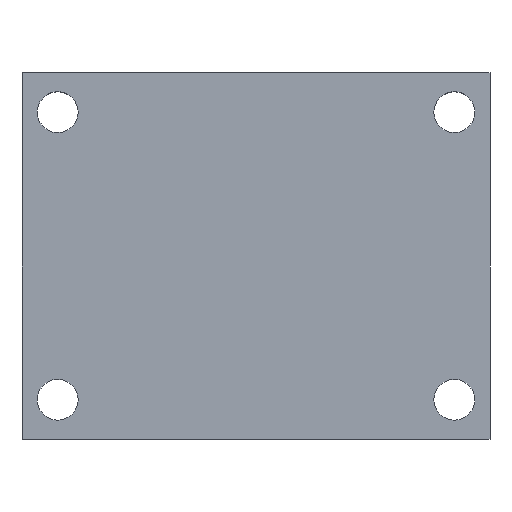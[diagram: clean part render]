
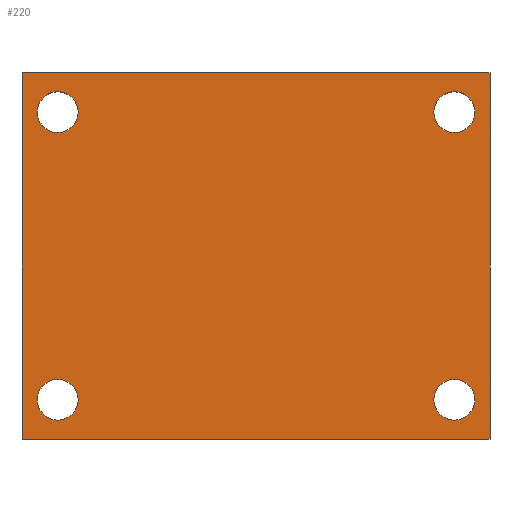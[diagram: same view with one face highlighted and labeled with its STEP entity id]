
A CAD part, top view. The second image highlights one B-rep face of the part: STEP entity #220.
In plain terms, the highlighted planar face has unit normal (0, 0, 1).
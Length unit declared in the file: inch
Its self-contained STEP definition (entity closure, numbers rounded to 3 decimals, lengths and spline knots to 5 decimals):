
#1 = CARTESIAN_POINT ( 'NONE',  ( 2.5, -1.8125, 2.95 ) ) ;
#3 = DIRECTION ( 'NONE',  ( 0., -1., 0. ) ) ;
#8 = DIRECTION ( 'NONE',  ( 0., 0., 1. ) ) ;
#32 = EDGE_LOOP ( 'NONE', ( #1452, #355 ) ) ;
#41 = VERTEX_POINT ( 'NONE', #1177 ) ;
#64 = AXIS2_PLACEMENT_3D ( 'NONE', #1, #8, #637 ) ;
#73 = EDGE_LOOP ( 'NONE', ( #958, #1179 ) ) ;
#74 = CARTESIAN_POINT ( 'NONE',  ( -2.7578, 1.8125, 2.95 ) ) ;
#99 = CIRCLE ( 'NONE', #1512, 0.2578 ) ;
#107 = DIRECTION ( 'NONE',  ( 0., 0., -1. ) ) ;
#118 = CARTESIAN_POINT ( 'NONE',  ( 2.95, 2.3125, 2.95 ) ) ;
#127 = AXIS2_PLACEMENT_3D ( 'NONE', #753, #1589, #985 ) ;
#130 = FACE_BOUND ( 'NONE', #73, .T. ) ;
#140 = EDGE_CURVE ( 'NONE', #907, #41, #278, .T. ) ;
#141 = DIRECTION ( 'NONE',  ( -1., 0., 0. ) ) ;
#151 = AXIS2_PLACEMENT_3D ( 'NONE', #481, #107, #738 ) ;
#167 = VERTEX_POINT ( 'NONE', #336 ) ;
#184 = VERTEX_POINT ( 'NONE', #434 ) ;
#196 = ORIENTED_EDGE ( 'NONE', *, *, #1164, .F. ) ;
#203 = CIRCLE ( 'NONE', #127, 0.2578 ) ;
#220 = ADVANCED_FACE ( 'NONE', ( #265, #130, #406, #777, #257 ), #530, .F. ) ;
#249 = EDGE_LOOP ( 'NONE', ( #380, #454 ) ) ;
#256 = CARTESIAN_POINT ( 'NONE',  ( -2.5, -1.8125, 2.95 ) ) ;
#257 = FACE_OUTER_BOUND ( 'NONE', #706, .T. ) ;
#258 = ORIENTED_EDGE ( 'NONE', *, *, #1005, .T. ) ;
#265 = FACE_BOUND ( 'NONE', #249, .T. ) ;
#278 = CIRCLE ( 'NONE', #64, 0.2578 ) ;
#283 = VECTOR ( 'NONE', #1145, 39.37008 ) ;
#286 = CARTESIAN_POINT ( 'NONE',  ( -2.95, -2.3125, 2.95 ) ) ;
#289 = DIRECTION ( 'NONE',  ( 0., 0., 1. ) ) ;
#291 = VERTEX_POINT ( 'NONE', #286 ) ;
#295 = LINE ( 'NONE', #922, #312 ) ;
#304 = EDGE_CURVE ( 'NONE', #927, #291, #1260, .T. ) ;
#312 = VECTOR ( 'NONE', #1514, 39.37008 ) ;
#321 = DIRECTION ( 'NONE',  ( -1., 0., 0. ) ) ;
#336 = CARTESIAN_POINT ( 'NONE',  ( -2.2422, 1.8125, 2.95 ) ) ;
#355 = ORIENTED_EDGE ( 'NONE', *, *, #760, .T. ) ;
#356 = CARTESIAN_POINT ( 'NONE',  ( 2.95, -2.3125, 2.95 ) ) ;
#380 = ORIENTED_EDGE ( 'NONE', *, *, #140, .F. ) ;
#392 = ORIENTED_EDGE ( 'NONE', *, *, #883, .F. ) ;
#394 = CIRCLE ( 'NONE', #498, 0.2578 ) ;
#404 = DIRECTION ( 'NONE',  ( 0., 0., -1. ) ) ;
#406 = FACE_BOUND ( 'NONE', #32, .T. ) ;
#434 = CARTESIAN_POINT ( 'NONE',  ( 2.2422, 1.8125, 2.95 ) ) ;
#435 = LINE ( 'NONE', #1560, #283 ) ;
#443 = AXIS2_PLACEMENT_3D ( 'NONE', #508, #1378, #141 ) ;
#454 = ORIENTED_EDGE ( 'NONE', *, *, #1450, .F. ) ;
#481 = CARTESIAN_POINT ( 'NONE',  ( 2.5, 1.8125, 2.95 ) ) ;
#490 = DIRECTION ( 'NONE',  ( 1., 0., 0. ) ) ;
#496 = EDGE_CURVE ( 'NONE', #167, #1559, #394, .T. ) ;
#498 = AXIS2_PLACEMENT_3D ( 'NONE', #562, #940, #321 ) ;
#508 = CARTESIAN_POINT ( 'NONE',  ( -2.95, 1.3125, 2.95 ) ) ;
#530 = PLANE ( 'NONE',  #443 ) ;
#552 = DIRECTION ( 'NONE',  ( -1., 0., 0. ) ) ;
#562 = CARTESIAN_POINT ( 'NONE',  ( -2.5, 1.8125, 2.95 ) ) ;
#564 = CARTESIAN_POINT ( 'NONE',  ( 2.7578, 1.8125, 2.95 ) ) ;
#594 = AXIS2_PLACEMENT_3D ( 'NONE', #256, #1011, #1236 ) ;
#610 = CIRCLE ( 'NONE', #1553, 0.2578 ) ;
#637 = DIRECTION ( 'NONE',  ( -1., 0., 0. ) ) ;
#657 = DIRECTION ( 'NONE',  ( -1., 0., 0. ) ) ;
#668 = VERTEX_POINT ( 'NONE', #1228 ) ;
#678 = VERTEX_POINT ( 'NONE', #118 ) ;
#682 = ORIENTED_EDGE ( 'NONE', *, *, #496, .T. ) ;
#700 = VECTOR ( 'NONE', #490, 39.37008 ) ;
#706 = EDGE_LOOP ( 'NONE', ( #1196, #732, #196, #392 ) ) ;
#732 = ORIENTED_EDGE ( 'NONE', *, *, #1004, .T. ) ;
#735 = EDGE_CURVE ( 'NONE', #668, #887, #1570, .T. ) ;
#738 = DIRECTION ( 'NONE',  ( -1., 0., 0. ) ) ;
#753 = CARTESIAN_POINT ( 'NONE',  ( -2.5, 1.8125, 2.95 ) ) ;
#760 = EDGE_CURVE ( 'NONE', #1588, #184, #99, .T. ) ;
#777 = FACE_BOUND ( 'NONE', #830, .T. ) ;
#830 = EDGE_LOOP ( 'NONE', ( #258, #682 ) ) ;
#843 = CARTESIAN_POINT ( 'NONE',  ( 2.2422, -1.8125, 2.95 ) ) ;
#856 = CIRCLE ( 'NONE', #151, 0.2578 ) ;
#860 = EDGE_CURVE ( 'NONE', #887, #668, #1038, .T. ) ;
#883 = EDGE_CURVE ( 'NONE', #927, #678, #435, .T. ) ;
#887 = VERTEX_POINT ( 'NONE', #1389 ) ;
#895 = DIRECTION ( 'NONE',  ( -1., 0., 0. ) ) ;
#899 = DIRECTION ( 'NONE',  ( 0., 0., 1. ) ) ;
#907 = VERTEX_POINT ( 'NONE', #843 ) ;
#912 = EDGE_CURVE ( 'NONE', #184, #1588, #856, .T. ) ;
#922 = CARTESIAN_POINT ( 'NONE',  ( 2.95, 1.3125, 2.95 ) ) ;
#927 = VERTEX_POINT ( 'NONE', #1099 ) ;
#940 = DIRECTION ( 'NONE',  ( 0., 0., -1. ) ) ;
#942 = VERTEX_POINT ( 'NONE', #356 ) ;
#958 = ORIENTED_EDGE ( 'NONE', *, *, #735, .F. ) ;
#985 = DIRECTION ( 'NONE',  ( -1., 0., 0. ) ) ;
#1004 = EDGE_CURVE ( 'NONE', #291, #942, #1240, .T. ) ;
#1005 = EDGE_CURVE ( 'NONE', #1559, #167, #203, .T. ) ;
#1011 = DIRECTION ( 'NONE',  ( 0., 0., 1. ) ) ;
#1038 = CIRCLE ( 'NONE', #1364, 0.2578 ) ;
#1040 = CARTESIAN_POINT ( 'NONE',  ( 2.5, -1.8125, 2.95 ) ) ;
#1099 = CARTESIAN_POINT ( 'NONE',  ( -2.95, 2.3125, 2.95 ) ) ;
#1107 = CARTESIAN_POINT ( 'NONE',  ( -2.95, -2.3125, 2.95 ) ) ;
#1124 = CARTESIAN_POINT ( 'NONE',  ( -2.95, 1.3125, 2.95 ) ) ;
#1129 = CARTESIAN_POINT ( 'NONE',  ( 2.5, 1.8125, 2.95 ) ) ;
#1145 = DIRECTION ( 'NONE',  ( 1., 0., 0. ) ) ;
#1164 = EDGE_CURVE ( 'NONE', #678, #942, #295, .T. ) ;
#1177 = CARTESIAN_POINT ( 'NONE',  ( 2.7578, -1.8125, 2.95 ) ) ;
#1179 = ORIENTED_EDGE ( 'NONE', *, *, #860, .F. ) ;
#1196 = ORIENTED_EDGE ( 'NONE', *, *, #304, .T. ) ;
#1228 = CARTESIAN_POINT ( 'NONE',  ( -2.7578, -1.8125, 2.95 ) ) ;
#1236 = DIRECTION ( 'NONE',  ( -1., 0., 0. ) ) ;
#1240 = LINE ( 'NONE', #1107, #700 ) ;
#1260 = LINE ( 'NONE', #1124, #1565 ) ;
#1315 = CARTESIAN_POINT ( 'NONE',  ( -2.5, -1.8125, 2.95 ) ) ;
#1364 = AXIS2_PLACEMENT_3D ( 'NONE', #1315, #289, #552 ) ;
#1378 = DIRECTION ( 'NONE',  ( 0., 0., -1. ) ) ;
#1389 = CARTESIAN_POINT ( 'NONE',  ( -2.2422, -1.8125, 2.95 ) ) ;
#1450 = EDGE_CURVE ( 'NONE', #41, #907, #610, .T. ) ;
#1452 = ORIENTED_EDGE ( 'NONE', *, *, #912, .T. ) ;
#1512 = AXIS2_PLACEMENT_3D ( 'NONE', #1129, #404, #895 ) ;
#1514 = DIRECTION ( 'NONE',  ( 0., -1., 0. ) ) ;
#1553 = AXIS2_PLACEMENT_3D ( 'NONE', #1040, #899, #657 ) ;
#1559 = VERTEX_POINT ( 'NONE', #74 ) ;
#1560 = CARTESIAN_POINT ( 'NONE',  ( -2.95, 2.3125, 2.95 ) ) ;
#1565 = VECTOR ( 'NONE', #3, 39.37008 ) ;
#1570 = CIRCLE ( 'NONE', #594, 0.2578 ) ;
#1588 = VERTEX_POINT ( 'NONE', #564 ) ;
#1589 = DIRECTION ( 'NONE',  ( 0., 0., -1. ) ) ;
